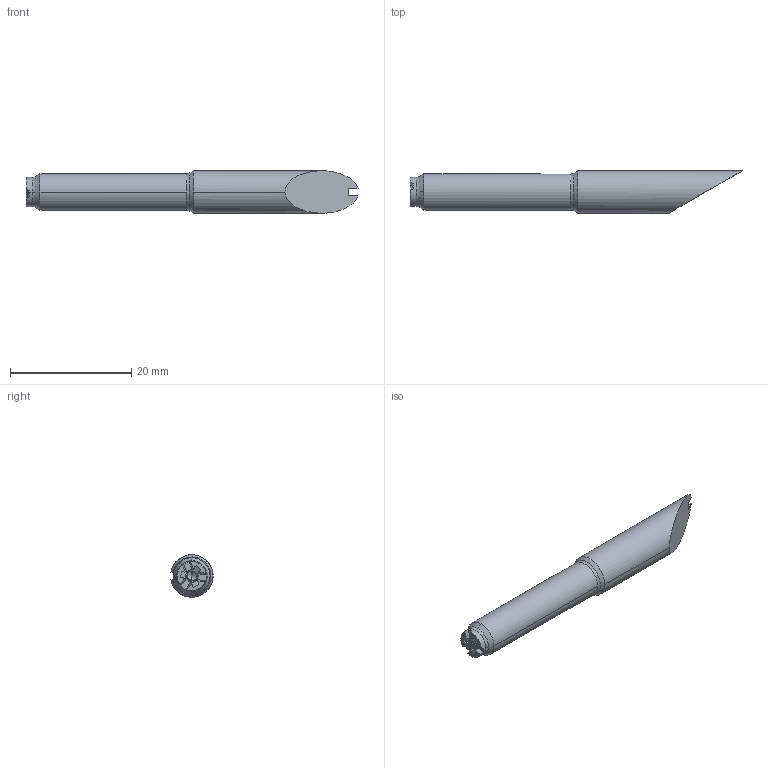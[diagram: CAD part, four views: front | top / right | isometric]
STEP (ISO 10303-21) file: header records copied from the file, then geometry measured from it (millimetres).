
FILE_DESCRIPTION (( 'STEP AP203' ), '1' );
FILE_NAME ('282.007.007.033.STEP', '2024-09-02T11:33:12', ( '' ), ( '' ), 'SwSTEP 2.0', 'SolidWorks 2022', '' );
FILE_SCHEMA (( 'CONFIG_CONTROL_DESIGN' ));
Length unit declared in the file: millimetre
Products named in the file (1): 282.007.007.033
Bounding box: 54.72 x 6.95 x 7 mm (x, y, z)
Volume: 1527 mm3; surface area: 1180.7 mm2
Topology: 1 solids, 1 shells, 89 faces, 250 edges, 161 vertices
Faces by surface type: cylinder 43, bspline 24, plane 17, cone 5
Entity records: 9023 total; most frequent: CARTESIAN_POINT 7072, ORIENTED_EDGE 496, DIRECTION 281, EDGE_CURVE 248, VERTEX_POINT 161, AXIS2_PLACEMENT_3D 103, EDGE_LOOP 89, ADVANCED_FACE 89
